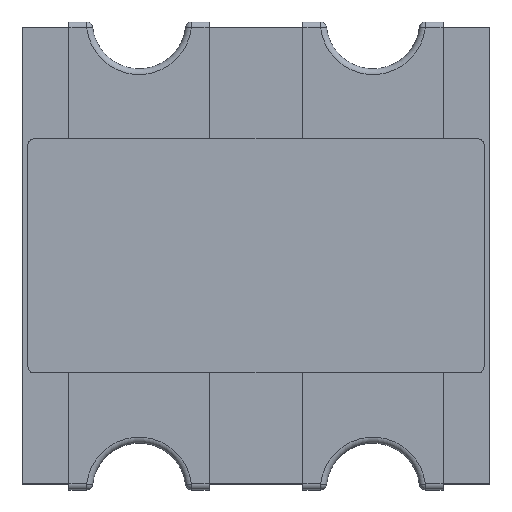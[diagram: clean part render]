
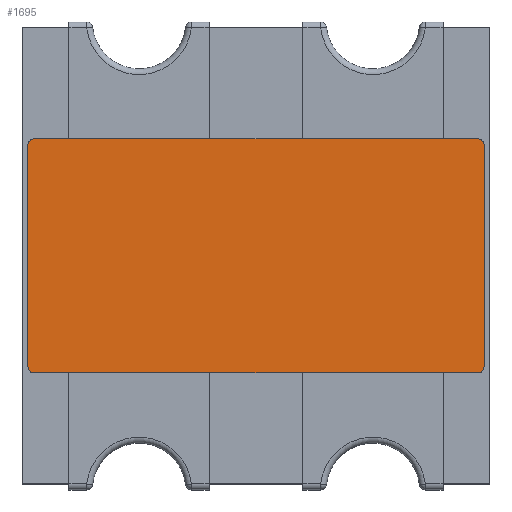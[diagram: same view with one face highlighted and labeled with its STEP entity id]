
A CAD part, top view. The second image highlights one B-rep face of the part: STEP entity #1695.
In plain terms, the highlighted planar face has unit normal (0, 0, 1).
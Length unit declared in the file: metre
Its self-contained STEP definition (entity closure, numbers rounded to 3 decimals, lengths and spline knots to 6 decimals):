
#87=CIRCLE('',#1877,0.000013);
#88=CIRCLE('',#1878,0.000013);
#89=CIRCLE('',#1879,0.000013);
#90=CIRCLE('',#1880,0.000013);
#191=ORIENTED_EDGE('',*,*,#685,.T.);
#192=ORIENTED_EDGE('',*,*,#695,.T.);
#193=ORIENTED_EDGE('',*,*,#687,.T.);
#194=ORIENTED_EDGE('',*,*,#696,.T.);
#195=ORIENTED_EDGE('',*,*,#693,.F.);
#196=ORIENTED_EDGE('',*,*,#697,.T.);
#197=ORIENTED_EDGE('',*,*,#681,.F.);
#198=ORIENTED_EDGE('',*,*,#698,.T.);
#681=EDGE_CURVE('',#933,#934,#1085,.T.);
#685=EDGE_CURVE('',#938,#937,#1089,.T.);
#687=EDGE_CURVE('',#939,#940,#1091,.T.);
#693=EDGE_CURVE('',#945,#946,#1097,.T.);
#695=EDGE_CURVE('',#937,#939,#87,.T.);
#696=EDGE_CURVE('',#940,#946,#88,.T.);
#697=EDGE_CURVE('',#945,#934,#89,.T.);
#698=EDGE_CURVE('',#933,#938,#90,.T.);
#933=VERTEX_POINT('',#2659);
#934=VERTEX_POINT('',#2661);
#937=VERTEX_POINT('',#2668);
#938=VERTEX_POINT('',#2670);
#939=VERTEX_POINT('',#2674);
#940=VERTEX_POINT('',#2675);
#945=VERTEX_POINT('',#2686);
#946=VERTEX_POINT('',#2688);
#1085=LINE('',#2660,#1249);
#1089=LINE('',#2669,#1253);
#1091=LINE('',#2673,#1255);
#1097=LINE('',#2687,#1261);
#1249=VECTOR('',#2083,1.);
#1253=VECTOR('',#2089,1.);
#1255=VECTOR('',#2093,1.);
#1261=VECTOR('',#2101,1.);
#1415=EDGE_LOOP('',(#191,#192,#193,#194,#195,#196,#197,#198));
#1527=FACE_BOUND('',#1415,.T.);
#1639=PLANE('',#1876);
#1695=ADVANCED_FACE('',(#1527),#1639,.T.);
#1876=AXIS2_PLACEMENT_3D('',#2690,#2103,#2104);
#1877=AXIS2_PLACEMENT_3D('',#2691,#2105,#2106);
#1878=AXIS2_PLACEMENT_3D('',#2692,#2107,#2108);
#1879=AXIS2_PLACEMENT_3D('',#2693,#2109,#2110);
#1880=AXIS2_PLACEMENT_3D('',#2694,#2111,#2112);
#2083=DIRECTION('',(1.,0.,0.));
#2089=DIRECTION('',(0.,-1.,0.));
#2093=DIRECTION('',(1.,0.,0.));
#2101=DIRECTION('',(0.,-1.,0.));
#2103=DIRECTION('',(0.,0.,1.));
#2104=DIRECTION('',(1.,0.,0.));
#2105=DIRECTION('',(0.,0.,1.));
#2106=DIRECTION('',(1.,0.,0.));
#2107=DIRECTION('',(0.,0.,1.));
#2108=DIRECTION('',(1.,0.,0.));
#2109=DIRECTION('',(0.,0.,1.));
#2110=DIRECTION('',(1.,0.,0.));
#2111=DIRECTION('',(0.,0.,1.));
#2112=DIRECTION('',(1.,0.,0.));
#2659=CARTESIAN_POINT('',(-0.000475,0.00025,0.0003));
#2660=CARTESIAN_POINT('',(0.,0.00025,0.0003));
#2661=CARTESIAN_POINT('',(0.000475,0.00025,0.0003));
#2668=CARTESIAN_POINT('',(-0.000488,-0.000238,0.0003));
#2669=CARTESIAN_POINT('',(-0.000488,0.,0.0003));
#2670=CARTESIAN_POINT('',(-0.000488,0.000238,0.0003));
#2673=CARTESIAN_POINT('',(0.,-0.00025,0.0003));
#2674=CARTESIAN_POINT('',(-0.000475,-0.00025,0.0003));
#2675=CARTESIAN_POINT('',(0.000475,-0.00025,0.0003));
#2686=CARTESIAN_POINT('',(0.000488,0.000238,0.0003));
#2687=CARTESIAN_POINT('',(0.000488,0.,0.0003));
#2688=CARTESIAN_POINT('',(0.000488,-0.000238,0.0003));
#2690=CARTESIAN_POINT('',(0.,0.,0.0003));
#2691=CARTESIAN_POINT('',(-0.000475,-0.000238,0.0003));
#2692=CARTESIAN_POINT('',(0.000475,-0.000238,0.0003));
#2693=CARTESIAN_POINT('',(0.000475,0.000238,0.0003));
#2694=CARTESIAN_POINT('',(-0.000475,0.000238,0.0003));
